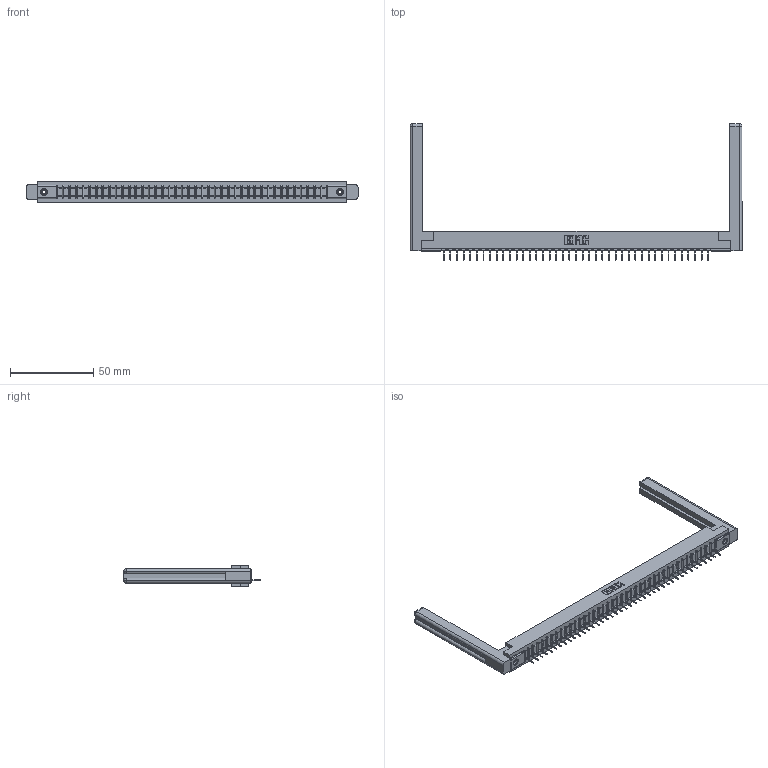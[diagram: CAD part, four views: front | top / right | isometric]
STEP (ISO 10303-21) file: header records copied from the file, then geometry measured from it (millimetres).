
FILE_DESCRIPTION (( 'STEP AP203' ), '1' );
FILE_NAME ('307-041-431-158.STEP', '2020-09-29T15:00:59', ( '' ), ( '' ), 'SwSTEP 2.0', 'SolidWorks 2020', '' );
FILE_SCHEMA (( 'CONFIG_CONTROL_DESIGN' ));
Length unit declared in the file: inch
Products named in the file (5): 307-041-431-158; 307-290-001_531; 307 Part_.156 Dia Mounting Holes; 345-250-001_345-250-001-102; 307-220-058
Assembly tree (46 placements, depth 2):
  307-041-431-158
    307 Part_.156 Dia Mounting Holes
    307-290-001_531  x41
    307-220-058  x2
    345-250-001_345-250-001-102  x2
Bounding box: 199.09 x 81.73 x 12.7 mm (x, y, z)
Volume: 27750.5 mm3; surface area: 26491.6 mm2
Topology: 46 solids, 46 shells, 2598 faces, 7319 edges, 4698 vertices
Faces by surface type: plane 1671, cylinder 819, sphere 84, torus 12, cone 12
Entity records: 37873 total; most frequent: CARTESIAN_POINT 6387, ORIENTED_EDGE 6312, DIRECTION 6172, EDGE_CURVE 3156, VECTOR 2418, LINE 2418, VERTEX_POINT 2038, AXIS2_PLACEMENT_3D 1877
